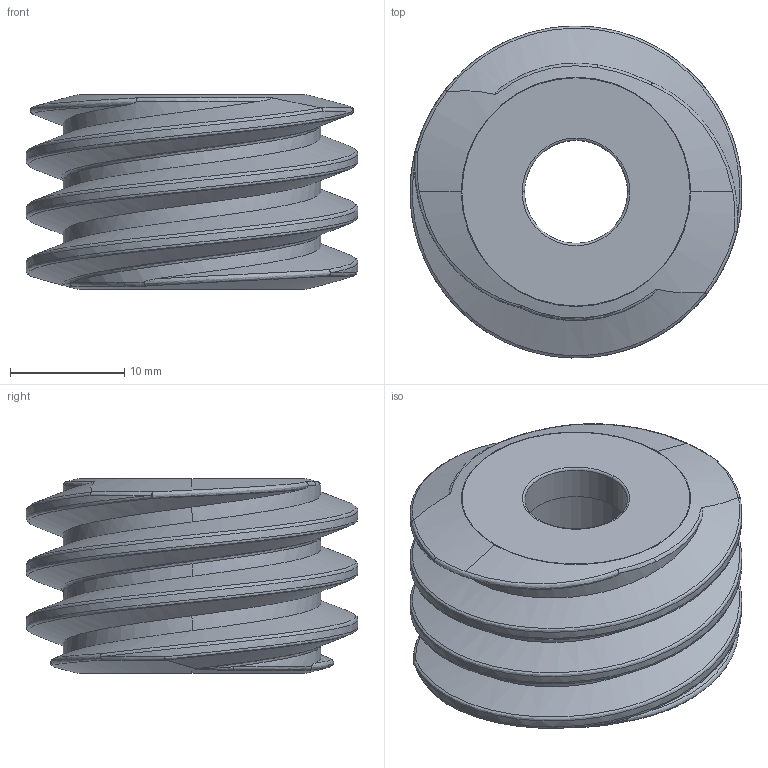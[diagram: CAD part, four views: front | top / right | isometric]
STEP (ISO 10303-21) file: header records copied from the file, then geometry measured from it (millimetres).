
FILE_DESCRIPTION (( 'STEP AP203' ), '1' );
FILE_NAME ('Moby-RV-5_Défaut_sldprt.STEP', '2019-11-01T12:18:49', ( '' ), ( '' ), 'SwSTEP 2.0', 'SolidWorks 2017', '' );
FILE_SCHEMA (( 'CONFIG_CONTROL_DESIGN' ));
Length unit declared in the file: millimetre
Products named in the file (1): Moby-RV-5_Défaut_sldprt
Bounding box: 29 x 29 x 17 mm (x, y, z)
Volume: 7085 mm3; surface area: 3809.7 mm2
Topology: 1 solids, 1 shells, 61 faces, 147 edges, 89 vertices
Faces by surface type: bspline 22, torus 12, cylinder 12, sphere 8, cone 4, plane 3
Entity records: 7609 total; most frequent: CARTESIAN_POINT 6295, ORIENTED_EDGE 294, DIRECTION 222, EDGE_CURVE 147, AXIS2_PLACEMENT_3D 104, VERTEX_POINT 89, CIRCLE 64, EDGE_LOOP 64
